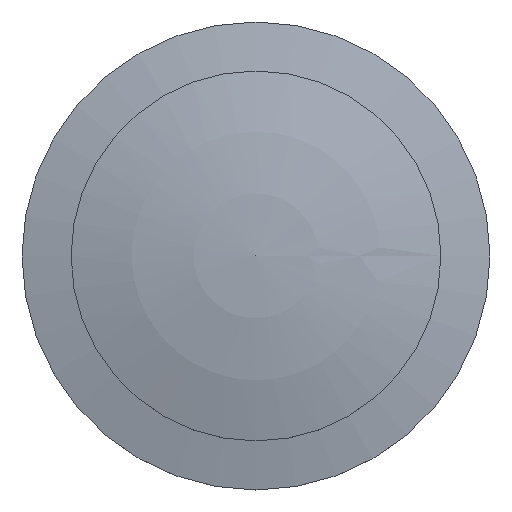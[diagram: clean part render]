
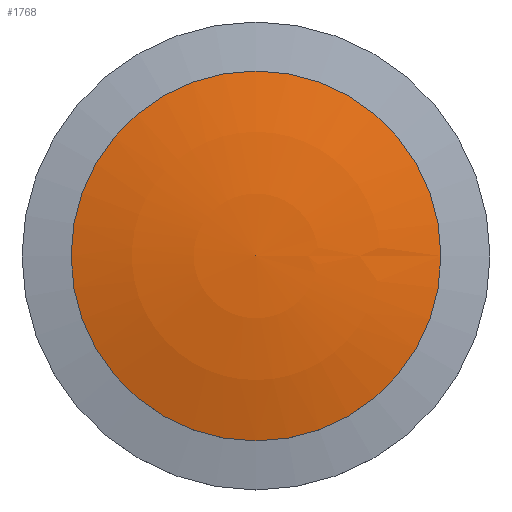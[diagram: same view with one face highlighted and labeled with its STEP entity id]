
A CAD part, top view. The second image highlights one B-rep face of the part: STEP entity #1768.
In plain terms, the highlighted spherical face has radius 40.8 mm.
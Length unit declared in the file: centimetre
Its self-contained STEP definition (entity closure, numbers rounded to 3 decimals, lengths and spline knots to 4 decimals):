
#98=SPHERICAL_SURFACE($,#1901,4.08);
#199=FACE_OUTER_BOUND($,#322,.T.);
#322=EDGE_LOOP($,(#1228));
#480=CIRCLE($,#1900,1.1025);
#788=VERTEX_POINT($,#2704);
#966=EDGE_CURVE($,#788,#788,#480,.T.);
#1228=ORIENTED_EDGE($,*,*,#966,.T.);
#1768=ADVANCED_FACE($,(#199),#98,.T.);
#1900=AXIS2_PLACEMENT_3D($,#2705,#2148,#2149);
#1901=AXIS2_PLACEMENT_3D($,#2706,#2150,#2151);
#2148=DIRECTION('center_axis',(0.,0.,
1.));
#2149=DIRECTION('ref_axis',(-1.,0.,0.));
#2150=DIRECTION('center_axis',(0.,0.,
1.));
#2151=DIRECTION('ref_axis',(1.,0.,0.));
#2704=CARTESIAN_POINT('',(-1.1025,0.,2.6821));
#2705=CARTESIAN_POINT('Origin',(0.,0.,
2.6821));
#2706=CARTESIAN_POINT('Origin',(0.,0.,
-1.2461));
